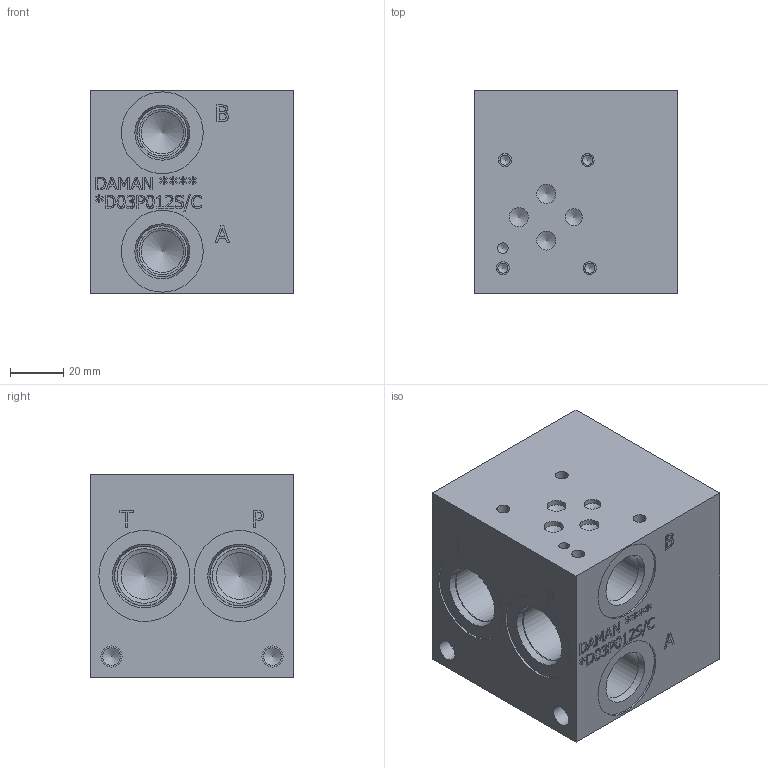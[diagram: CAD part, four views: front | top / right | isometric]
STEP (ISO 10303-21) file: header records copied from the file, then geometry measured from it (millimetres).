
FILE_DESCRIPTION(/* description */ (''),/* implementation_level */ '2;1');
FILE_NAME(/* name */ '_D03P012S_C.stp',/* time_stamp */ '2021-07-13T10:15:48-04:00',/* author */ ('trevorh'),/* organization */ (''),/* preprocessor_version */ 'ST-DEVELOPER v18',/* originating_system */ 'Autodesk Inventor 2020',/* authorisation */ '');
FILE_SCHEMA (('CONFIG_CONTROL_DESIGN'));
Length unit declared in the file: millimetre
Products named in the file (1): Part_AD03P012S~C_3D
Bounding box: 76.2 x 76.2 x 76.2 mm (x, y, z)
Volume: 359193.6 mm3; surface area: 51970.2 mm2
Topology: 1 solids, 1 shells, 550 faces, 1512 edges, 1021 vertices
Faces by surface type: plane 310, bspline 141, cylinder 57, cone 42
Full cylindrical faces by diameter (mm): 3.785 x4, 3.962 x1, 4.826 x4, 6.35 x1, 6.528 x4, 7.137 x3, 7.925 x4, 14.275 x1, 15.875 x2, 15.9 x1, 17.475 x4, 17.501 x2, 19.05 x2, 19.253 x2, 20.447 x4, 20.62 x1, 22.23 x5, 22.54 x1, 22.555 x4, 30.16 x1, 30.632 x2, 34.138 x4
Entity records: 18595 total; most frequent: CARTESIAN_POINT 4930, ORIENTED_EDGE 2984, DIRECTION 2245, EDGE_CURVE 1492, VERTEX_POINT 1021, LINE 985, VECTOR 985, AXIS2_PLACEMENT_3D 630
